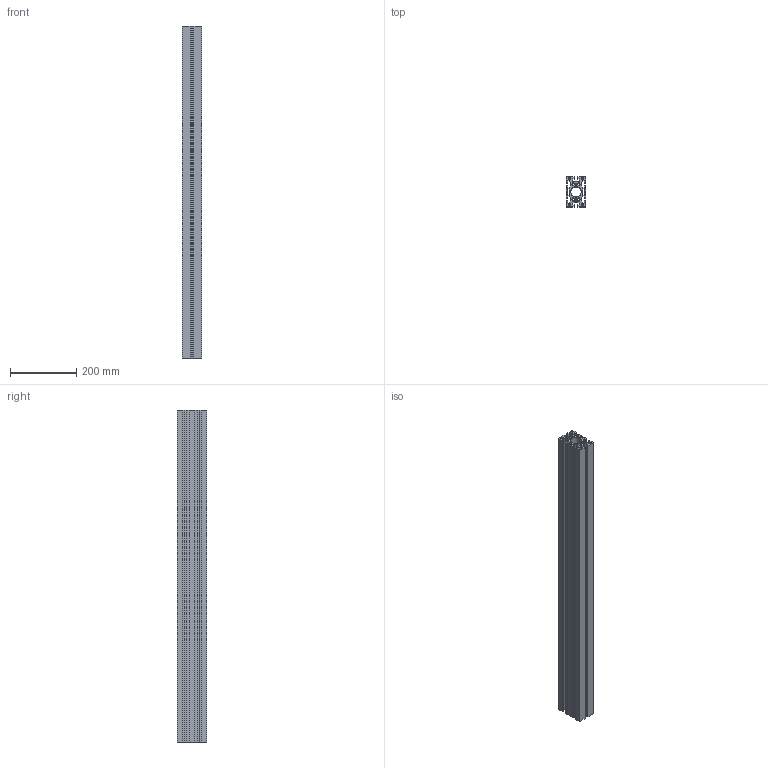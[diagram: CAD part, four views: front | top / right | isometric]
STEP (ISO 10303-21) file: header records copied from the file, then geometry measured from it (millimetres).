
FILE_DESCRIPTION((''),'2;1');
FILE_NAME('10016_PROFIL_60X90','2022-09-16T13:28:55',('PredragRovcanin'),('Audax d.o.o.'),'CREO PARAMETRIC BY PTC INC, 2020281','CREO PARAMETRIC BY PTC INC, 2020281','');
FILE_SCHEMA(('AUTOMOTIVE_DESIGN { 1 0 10303 214 1 1 1 1 }'));
Length unit declared in the file: millimetre
Products named in the file (1): 10016_PROFIL_60X90
Bounding box: 60 x 90 x 1000 mm (x, y, z)
Volume: 2536545 mm3; surface area: 1016630.9 mm2
Topology: 1 solids, 1 shells, 158 faces, 475 edges, 326 vertices
Faces by surface type: plane 128, cylinder 30
Entity records: 7244 total; most frequent: CARTESIAN_POINT 948, ORIENTED_EDGE 936, DIRECTION 853, PRESENTATION_STYLE_ASSIGNMENT 477, STYLED_ITEM 477, CURVE_STYLE 476, EDGE_CURVE 468, VECTOR 415
